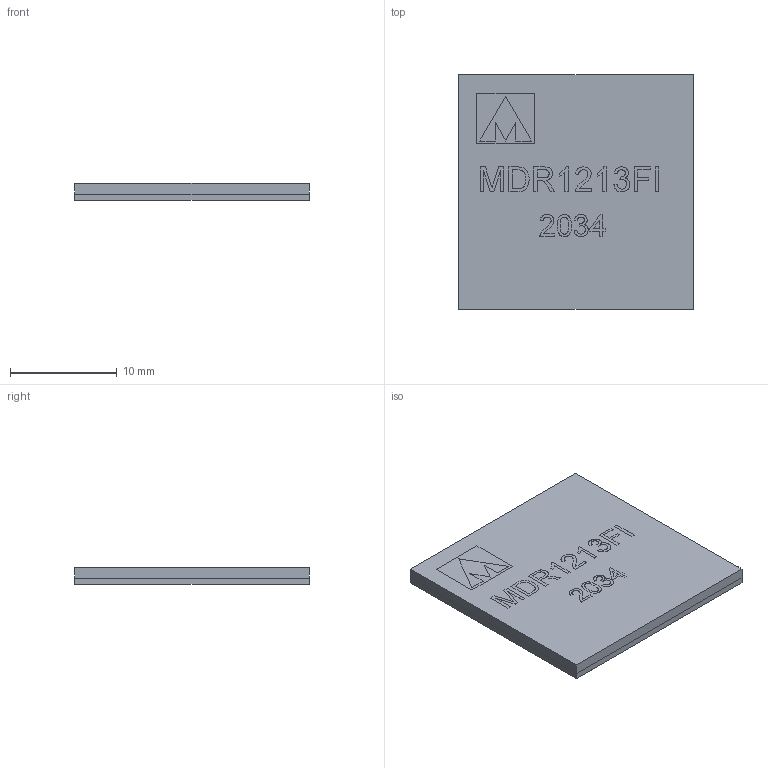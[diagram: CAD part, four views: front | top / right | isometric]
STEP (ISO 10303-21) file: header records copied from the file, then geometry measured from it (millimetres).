
FILE_DESCRIPTION (( 'STEP AP214' ), '1' );
FILE_NAME ('ﾊ1986ﾂﾅ1FI.STEP', '2023-11-21T20:38:53', ( '' ), ( '' ), 'SwSTEP 2.0', 'SolidWorks 2019', '' );
FILE_SCHEMA (( 'AUTOMOTIVE_DESIGN' ));
Length unit declared in the file: millimetre
Products named in the file (1): ﾊ1986ﾂﾅ1FI
Bounding box: 22 x 22 x 1.6 mm (x, y, z)
Volume: 765.2 mm3; surface area: 2080.7 mm2
Topology: 2 solids, 2 shells, 927 faces, 2277 edges, 1518 vertices
Faces by surface type: plane 849, bspline 78
Entity records: 40902 total; most frequent: CARTESIAN_POINT 9321, ORIENTED_EDGE 4554, DIRECTION 3821, EDGE_CURVE 2277, LINE 2121, VECTOR 2121, VERTEX_POINT 1518, EDGE_LOOP 1091
